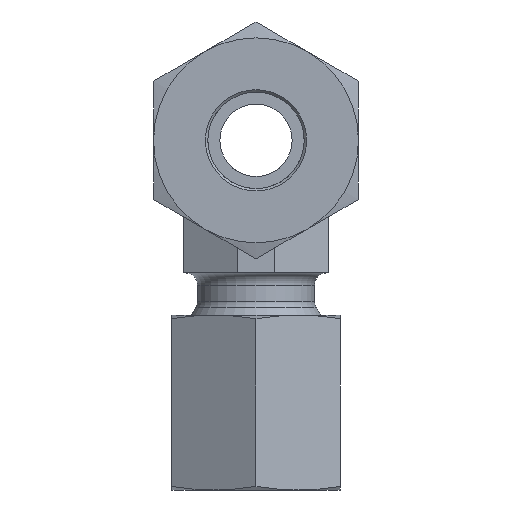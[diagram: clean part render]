
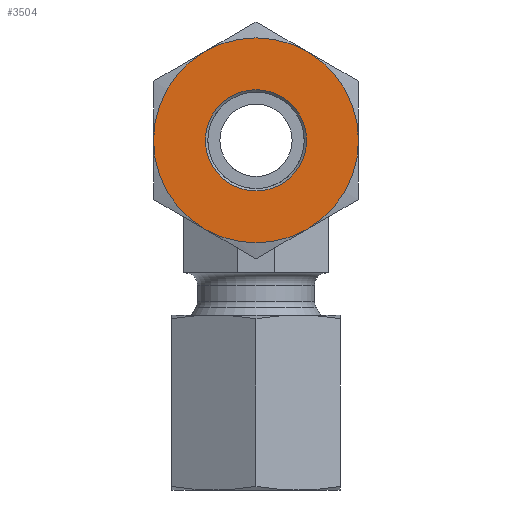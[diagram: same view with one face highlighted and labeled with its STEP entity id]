
A CAD part, front view. The second image highlights one B-rep face of the part: STEP entity #3504.
In plain terms, the highlighted face is planar.
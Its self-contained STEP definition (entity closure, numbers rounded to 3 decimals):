
#3408=CARTESIAN_POINT('',(4.2,0.,14.5));
#3409=VERTEX_POINT('',#3408);
#3410=CARTESIAN_POINT('',(0.0,0.0,14.5));
#3411=DIRECTION('',(0.0,0.0,1.0));
#3412=DIRECTION('',(-1.0,0.0,0.0));
#3413=AXIS2_PLACEMENT_3D('',#3410,#3411,#3412);
#3414=CIRCLE('',#3413,4.2);
#3415=EDGE_CURVE('',#3409,#3409,#3414,.T.);
#3440=CARTESIAN_POINT('',(0.,0.,14.5));
#3441=DIRECTION('',(0.0,0.0,1.0));
#3442=DIRECTION('',(1.0,0.0,0.0));
#3443=AXIS2_PLACEMENT_3D('',#3440,#3441,#3442);
#3444=PLANE('',#3443);
#3445=CARTESIAN_POINT('',(-4.25,-7.361,14.5));
#3446=VERTEX_POINT('',#3445);
#3447=CARTESIAN_POINT('',(4.25,-7.361,14.5));
#3448=VERTEX_POINT('',#3447);
#3449=CARTESIAN_POINT('',(0.0,0.0,14.5));
#3450=DIRECTION('',(0.0,0.0,1.0));
#3451=DIRECTION('',(-0.5,-0.866,0.0));
#3452=AXIS2_PLACEMENT_3D('',#3449,#3450,#3451);
#3453=CIRCLE('',#3452,8.5);
#3454=EDGE_CURVE('',#3446,#3448,#3453,.T.);
#3455=ORIENTED_EDGE('',*,*,#3454,.T.);
#3456=CARTESIAN_POINT('',(8.5,0.,14.5));
#3457=VERTEX_POINT('',#3456);
#3458=CARTESIAN_POINT('',(0.0,0.0,14.5));
#3459=DIRECTION('',(0.0,0.0,1.0));
#3460=DIRECTION('',(-0.5,-0.866,0.0));
#3461=AXIS2_PLACEMENT_3D('',#3458,#3459,#3460);
#3462=CIRCLE('',#3461,8.5);
#3463=EDGE_CURVE('',#3448,#3457,#3462,.T.);
#3464=ORIENTED_EDGE('',*,*,#3463,.T.);
#3465=CARTESIAN_POINT('',(4.25,7.361,14.5));
#3466=VERTEX_POINT('',#3465);
#3467=CARTESIAN_POINT('',(0.0,0.0,14.5));
#3468=DIRECTION('',(0.0,0.0,1.0));
#3469=DIRECTION('',(-0.5,-0.866,0.0));
#3470=AXIS2_PLACEMENT_3D('',#3467,#3468,#3469);
#3471=CIRCLE('',#3470,8.5);
#3472=EDGE_CURVE('',#3457,#3466,#3471,.T.);
#3473=ORIENTED_EDGE('',*,*,#3472,.T.);
#3474=CARTESIAN_POINT('',(-4.25,7.361,14.5));
#3475=VERTEX_POINT('',#3474);
#3476=CARTESIAN_POINT('',(0.0,0.0,14.5));
#3477=DIRECTION('',(0.0,0.0,1.0));
#3478=DIRECTION('',(-0.5,-0.866,0.0));
#3479=AXIS2_PLACEMENT_3D('',#3476,#3477,#3478);
#3480=CIRCLE('',#3479,8.5);
#3481=EDGE_CURVE('',#3466,#3475,#3480,.T.);
#3482=ORIENTED_EDGE('',*,*,#3481,.T.);
#3483=CARTESIAN_POINT('',(-8.5,0.0,14.5));
#3484=VERTEX_POINT('',#3483);
#3485=CARTESIAN_POINT('',(0.0,0.0,14.5));
#3486=DIRECTION('',(0.0,0.0,1.0));
#3487=DIRECTION('',(-0.5,-0.866,0.0));
#3488=AXIS2_PLACEMENT_3D('',#3485,#3486,#3487);
#3489=CIRCLE('',#3488,8.5);
#3490=EDGE_CURVE('',#3475,#3484,#3489,.T.);
#3491=ORIENTED_EDGE('',*,*,#3490,.T.);
#3492=CARTESIAN_POINT('',(0.0,0.0,14.5));
#3493=DIRECTION('',(0.0,0.0,1.0));
#3494=DIRECTION('',(-0.5,-0.866,0.0));
#3495=AXIS2_PLACEMENT_3D('',#3492,#3493,#3494);
#3496=CIRCLE('',#3495,8.5);
#3497=EDGE_CURVE('',#3484,#3446,#3496,.T.);
#3498=ORIENTED_EDGE('',*,*,#3497,.T.);
#3499=EDGE_LOOP('',(#3455,#3464,#3473,#3482,#3491,#3498));
#3500=FACE_OUTER_BOUND('',#3499,.T.);
#3501=ORIENTED_EDGE('',*,*,#3415,.F.);
#3502=EDGE_LOOP('',(#3501));
#3503=FACE_BOUND('',#3502,.T.);
#3504=ADVANCED_FACE('',(#3500,#3503),#3444,.T.);
